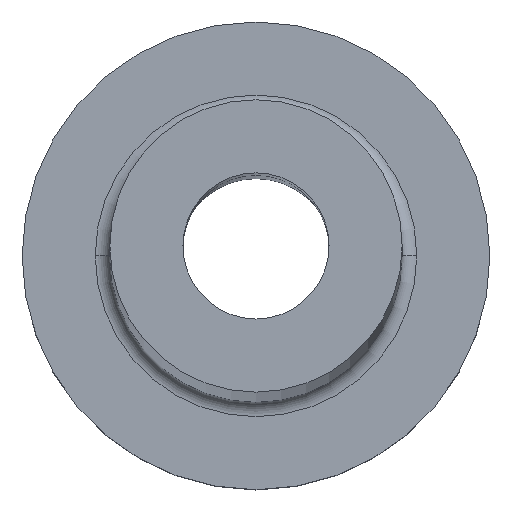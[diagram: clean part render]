
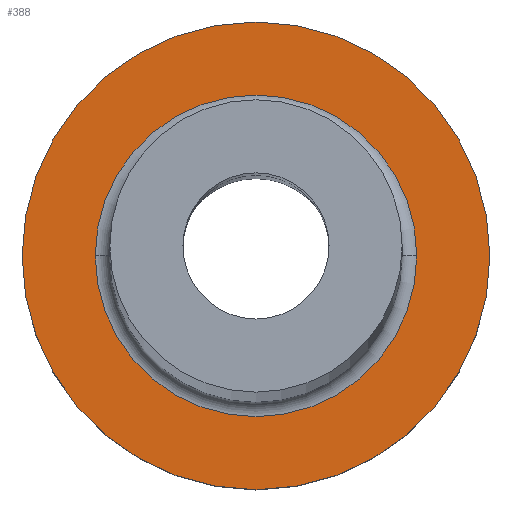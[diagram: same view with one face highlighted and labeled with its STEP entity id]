
A CAD part, top view. The second image highlights one B-rep face of the part: STEP entity #388.
In plain terms, the highlighted planar face has unit normal (0, 0, 1).
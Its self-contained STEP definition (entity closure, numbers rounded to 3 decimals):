
#12 = CARTESIAN_POINT ( 'NONE',  ( 0., 0., 5. ) ) ;
#15 = CARTESIAN_POINT ( 'NONE',  ( 0., 0., 5. ) ) ;
#20 = DIRECTION ( 'NONE',  ( 0., 0., -1. ) ) ;
#36 = CIRCLE ( 'NONE', #349, 8. ) ;
#47 = DIRECTION ( 'NONE',  ( 0., 0., 1. ) ) ;
#61 = CARTESIAN_POINT ( 'NONE',  ( 5.5, 0., 5. ) ) ;
#64 = ORIENTED_EDGE ( 'NONE', *, *, #242, .T. ) ;
#85 = CIRCLE ( 'NONE', #229, 8. ) ;
#87 = FACE_BOUND ( 'NONE', #346, .T. ) ;
#90 = AXIS2_PLACEMENT_3D ( 'NONE', #417, #380, #243 ) ;
#92 = EDGE_CURVE ( 'NONE', #291, #257, #85, .T. ) ;
#114 = VERTEX_POINT ( 'NONE', #288 ) ;
#117 = EDGE_CURVE ( 'NONE', #257, #291, #36, .T. ) ;
#120 = CIRCLE ( 'NONE', #90, 5.5 ) ;
#127 = PLANE ( 'NONE',  #141 ) ;
#141 = AXIS2_PLACEMENT_3D ( 'NONE', #233, #196, #315 ) ;
#150 = DIRECTION ( 'NONE',  ( 1., 0., 0. ) ) ;
#153 = DIRECTION ( 'NONE',  ( 1., 0., 0. ) ) ;
#166 = AXIS2_PLACEMENT_3D ( 'NONE', #15, #20, #153 ) ;
#186 = CARTESIAN_POINT ( 'NONE',  ( 0., 0., 5. ) ) ;
#196 = DIRECTION ( 'NONE',  ( 0., 0., 1. ) ) ;
#229 = AXIS2_PLACEMENT_3D ( 'NONE', #12, #404, #150 ) ;
#233 = CARTESIAN_POINT ( 'NONE',  ( 0., 0., 5. ) ) ;
#239 = ORIENTED_EDGE ( 'NONE', *, *, #336, .T. ) ;
#242 = EDGE_CURVE ( 'NONE', #114, #348, #375, .T. ) ;
#243 = DIRECTION ( 'NONE',  ( 1., 0., 0. ) ) ;
#257 = VERTEX_POINT ( 'NONE', #292 ) ;
#267 = FACE_OUTER_BOUND ( 'NONE', #385, .T. ) ;
#288 = CARTESIAN_POINT ( 'NONE',  ( -5.5, 0., 5. ) ) ;
#291 = VERTEX_POINT ( 'NONE', #379 ) ;
#292 = CARTESIAN_POINT ( 'NONE',  ( -8., 0., 5. ) ) ;
#315 = DIRECTION ( 'NONE',  ( 1., 0., 0. ) ) ;
#318 = ORIENTED_EDGE ( 'NONE', *, *, #92, .T. ) ;
#327 = ORIENTED_EDGE ( 'NONE', *, *, #117, .T. ) ;
#336 = EDGE_CURVE ( 'NONE', #348, #114, #120, .T. ) ;
#346 = EDGE_LOOP ( 'NONE', ( #239, #64 ) ) ;
#348 = VERTEX_POINT ( 'NONE', #61 ) ;
#349 = AXIS2_PLACEMENT_3D ( 'NONE', #186, #47, #369 ) ;
#369 = DIRECTION ( 'NONE',  ( 1., 0., 0. ) ) ;
#375 = CIRCLE ( 'NONE', #166, 5.5 ) ;
#379 = CARTESIAN_POINT ( 'NONE',  ( 8., 0., 5. ) ) ;
#380 = DIRECTION ( 'NONE',  ( 0., 0., -1. ) ) ;
#385 = EDGE_LOOP ( 'NONE', ( #327, #318 ) ) ;
#388 = ADVANCED_FACE ( 'NONE', ( #87, #267 ), #127, .T. ) ;
#404 = DIRECTION ( 'NONE',  ( 0., 0., 1. ) ) ;
#417 = CARTESIAN_POINT ( 'NONE',  ( 0., 0., 5. ) ) ;
